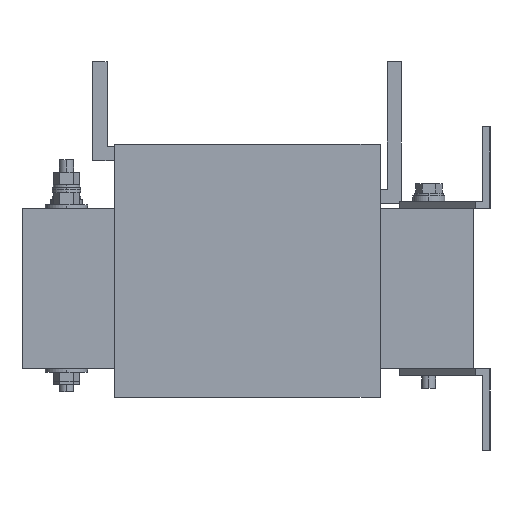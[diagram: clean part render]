
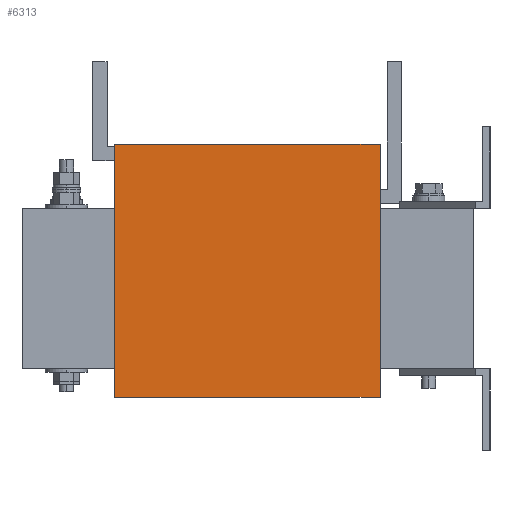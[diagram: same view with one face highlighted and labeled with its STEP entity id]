
A CAD part, left-side view. The second image highlights one B-rep face of the part: STEP entity #6313.
In plain terms, the highlighted planar face has unit normal (-1, 0, 0).
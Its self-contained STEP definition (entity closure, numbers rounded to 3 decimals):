
#344 = EDGE_CURVE ( 'NONE', #931, #4754, #6396, .T. ) ;
#470 = ORIENTED_EDGE ( 'NONE', *, *, #344, .F. ) ;
#683 = DIRECTION ( 'NONE',  ( 0., 0., -1. ) ) ;
#730 = VERTEX_POINT ( 'NONE', #7250 ) ;
#931 = VERTEX_POINT ( 'NONE', #10343 ) ;
#2078 = DIRECTION ( 'NONE',  ( 0., -1., 0. ) ) ;
#2140 = CARTESIAN_POINT ( 'NONE',  ( -143.1, -75., -61.35 ) ) ;
#3295 = CARTESIAN_POINT ( 'NONE',  ( -143.1, 75., -61.35 ) ) ;
#3857 = VECTOR ( 'NONE', #3868, 1000. ) ;
#3868 = DIRECTION ( 'NONE',  ( 0., 0., 1. ) ) ;
#4671 = EDGE_CURVE ( 'NONE', #730, #931, #9247, .T. ) ;
#4754 = VERTEX_POINT ( 'NONE', #6914 ) ;
#4772 = AXIS2_PLACEMENT_3D ( 'NONE', #8002, #9789, #683 ) ;
#4801 = PLANE ( 'NONE',  #4772 ) ;
#4823 = ORIENTED_EDGE ( 'NONE', *, *, #7052, .T. ) ;
#5385 = LINE ( 'NONE', #6362, #3857 ) ;
#5585 = VERTEX_POINT ( 'NONE', #2140 ) ;
#5769 = VECTOR ( 'NONE', #6431, 1000. ) ;
#6313 = ADVANCED_FACE ( 'NONE', ( #7191 ), #4801, .F. ) ;
#6362 = CARTESIAN_POINT ( 'NONE',  ( -143.1, -75., -61.35 ) ) ;
#6396 = LINE ( 'NONE', #6440, #6669 ) ;
#6431 = DIRECTION ( 'NONE',  ( 0., 0., 1. ) ) ;
#6440 = CARTESIAN_POINT ( 'NONE',  ( -143.1, 75., 81.35 ) ) ;
#6648 = EDGE_CURVE ( 'NONE', #5585, #4754, #5385, .T. ) ;
#6669 = VECTOR ( 'NONE', #9812, 1000. ) ;
#6914 = CARTESIAN_POINT ( 'NONE',  ( -143.1, -75., 81.35 ) ) ;
#7041 = EDGE_LOOP ( 'NONE', ( #10716, #470, #7623, #4823 ) ) ;
#7052 = EDGE_CURVE ( 'NONE', #730, #5585, #9507, .T. ) ;
#7191 = FACE_OUTER_BOUND ( 'NONE', #7041, .T. ) ;
#7250 = CARTESIAN_POINT ( 'NONE',  ( -143.1, 75., -61.35 ) ) ;
#7623 = ORIENTED_EDGE ( 'NONE', *, *, #4671, .F. ) ;
#7877 = CARTESIAN_POINT ( 'NONE',  ( -143.1, 75., -61.35 ) ) ;
#8002 = CARTESIAN_POINT ( 'NONE',  ( -143.1, 75., -61.35 ) ) ;
#9247 = LINE ( 'NONE', #3295, #5769 ) ;
#9507 = LINE ( 'NONE', #7877, #9924 ) ;
#9789 = DIRECTION ( 'NONE',  ( 1., 0., 0. ) ) ;
#9812 = DIRECTION ( 'NONE',  ( 0., -1., 0. ) ) ;
#9924 = VECTOR ( 'NONE', #2078, 1000. ) ;
#10343 = CARTESIAN_POINT ( 'NONE',  ( -143.1, 75., 81.35 ) ) ;
#10716 = ORIENTED_EDGE ( 'NONE', *, *, #6648, .T. ) ;
